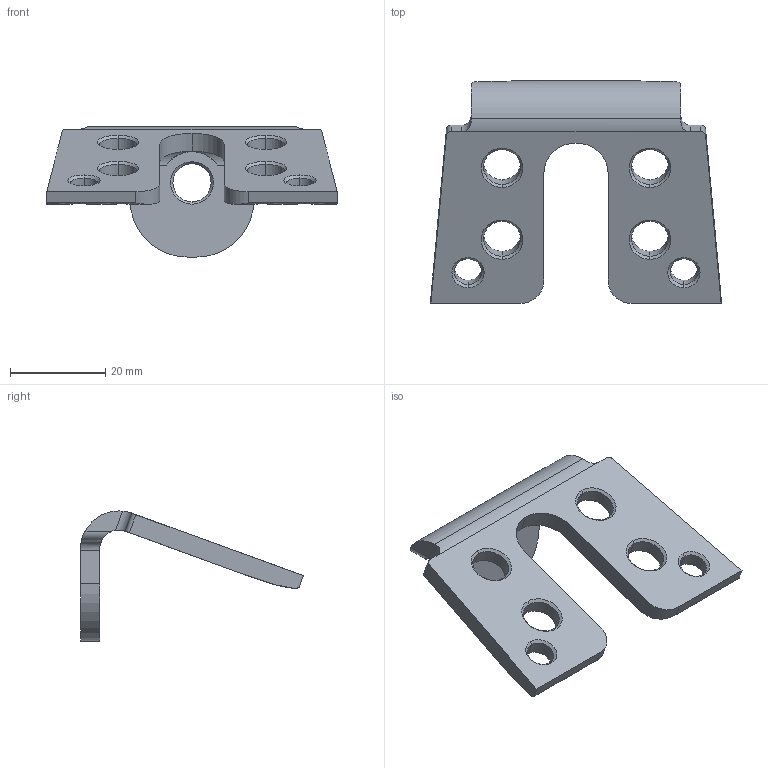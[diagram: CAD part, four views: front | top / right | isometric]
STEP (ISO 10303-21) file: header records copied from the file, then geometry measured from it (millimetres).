
FILE_DESCRIPTION (( 'STEP AP203' ), '1' );
FILE_NAME ('Insert.STEP', '2018-08-09T14:09:13', ( '' ), ( '' ), 'SwSTEP 2.0', 'SolidWorks 2016', '' );
FILE_SCHEMA (( 'CONFIG_CONTROL_DESIGN' ));
Length unit declared in the file: millimetre
Products named in the file (1): Insert
Bounding box: 60.88 x 46.71 x 27.29 mm (x, y, z)
Volume: 9236.4 mm3; surface area: 6393.2 mm2
Topology: 1 solids, 1 shells, 90 faces, 242 edges, 149 vertices
Faces by surface type: cylinder 34, cone 27, plane 19, bspline 10
Entity records: 6233 total; most frequent: CARTESIAN_POINT 3981, ORIENTED_EDGE 484, DIRECTION 421, EDGE_CURVE 242, AXIS2_PLACEMENT_3D 162, VERTEX_POINT 149, EDGE_LOOP 99, LINE 97
